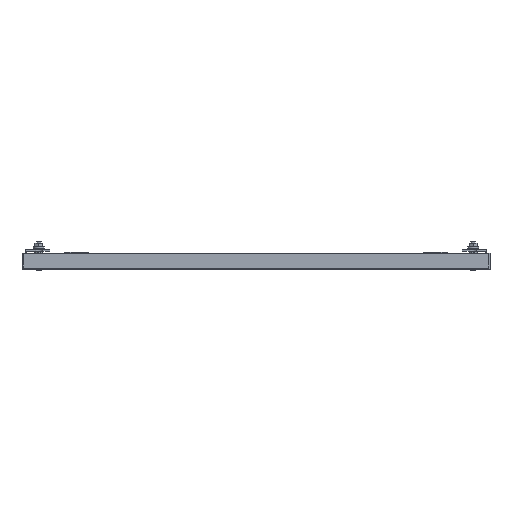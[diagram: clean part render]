
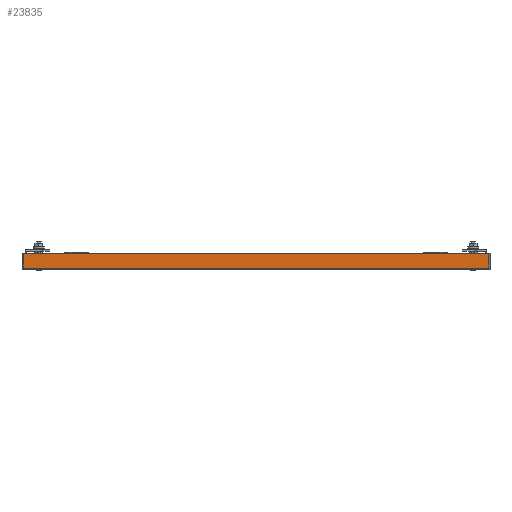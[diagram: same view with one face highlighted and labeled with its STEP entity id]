
A CAD part, front view. The second image highlights one B-rep face of the part: STEP entity #23835.
In plain terms, the highlighted planar face has unit normal (0, -1, 0).
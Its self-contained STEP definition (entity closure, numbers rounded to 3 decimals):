
#718 = ORIENTED_EDGE ( 'NONE', *, *, #9762, .F. ) ;
#1307 = AXIS2_PLACEMENT_3D ( 'NONE', #19667, #26981, #24631 ) ;
#1446 = EDGE_CURVE ( 'NONE', #1782, #13928, #25575, .T. ) ;
#1514 = VECTOR ( 'NONE', #30097, 1000. ) ;
#1782 = VERTEX_POINT ( 'NONE', #17262 ) ;
#1947 = CARTESIAN_POINT ( 'NONE',  ( 297.5, -770., 0. ) ) ;
#3231 = EDGE_LOOP ( 'NONE', ( #26731, #718, #3389, #27187 ) ) ;
#3389 = ORIENTED_EDGE ( 'NONE', *, *, #24260, .F. ) ;
#3794 = CARTESIAN_POINT ( 'NONE',  ( -297.5, -770., 20.5 ) ) ;
#5281 = DIRECTION ( 'NONE',  ( 1., 0., 0. ) ) ;
#5320 = CARTESIAN_POINT ( 'NONE',  ( 297.5, -770., 20.5 ) ) ;
#5383 = EDGE_CURVE ( 'NONE', #14659, #1782, #27640, .T. ) ;
#7957 = CARTESIAN_POINT ( 'NONE',  ( -297.5, -770., 20.5 ) ) ;
#8369 = VECTOR ( 'NONE', #5281, 1000. ) ;
#9762 = EDGE_CURVE ( 'NONE', #18767, #13928, #22138, .T. ) ;
#11983 = CARTESIAN_POINT ( 'NONE',  ( 297.5, -770., 20.5 ) ) ;
#13610 = DIRECTION ( 'NONE',  ( 1., 0., 0. ) ) ;
#13928 = VERTEX_POINT ( 'NONE', #1947 ) ;
#14659 = VERTEX_POINT ( 'NONE', #21449 ) ;
#15646 = CARTESIAN_POINT ( 'NONE',  ( -297.5, -770., 0. ) ) ;
#16163 = VECTOR ( 'NONE', #23985, 1000. ) ;
#17048 = VECTOR ( 'NONE', #13610, 1000. ) ;
#17262 = CARTESIAN_POINT ( 'NONE',  ( -297.5, -770., 0. ) ) ;
#18767 = VERTEX_POINT ( 'NONE', #11983 ) ;
#19667 = CARTESIAN_POINT ( 'NONE',  ( -297.5, -770., 20.5 ) ) ;
#19827 = PLANE ( 'NONE',  #1307 ) ;
#21449 = CARTESIAN_POINT ( 'NONE',  ( -297.5, -770., 20.5 ) ) ;
#22016 = FACE_OUTER_BOUND ( 'NONE', #3231, .T. ) ;
#22138 = LINE ( 'NONE', #5320, #16163 ) ;
#23835 = ADVANCED_FACE ( 'NONE', ( #22016 ), #19827, .F. ) ;
#23985 = DIRECTION ( 'NONE',  ( 0., 0., -1. ) ) ;
#24260 = EDGE_CURVE ( 'NONE', #14659, #18767, #27506, .T. ) ;
#24631 = DIRECTION ( 'NONE',  ( 0., 0., 1. ) ) ;
#25575 = LINE ( 'NONE', #15646, #17048 ) ;
#26731 = ORIENTED_EDGE ( 'NONE', *, *, #1446, .T. ) ;
#26981 = DIRECTION ( 'NONE',  ( 0., 1., 0. ) ) ;
#27187 = ORIENTED_EDGE ( 'NONE', *, *, #5383, .T. ) ;
#27506 = LINE ( 'NONE', #7957, #8369 ) ;
#27640 = LINE ( 'NONE', #3794, #1514 ) ;
#30097 = DIRECTION ( 'NONE',  ( 0., 0., -1. ) ) ;
